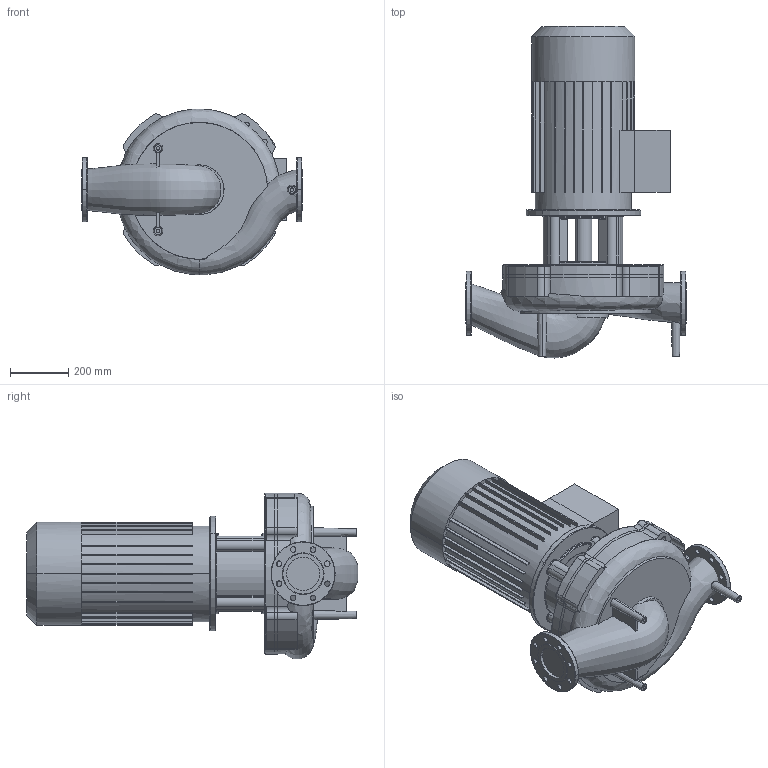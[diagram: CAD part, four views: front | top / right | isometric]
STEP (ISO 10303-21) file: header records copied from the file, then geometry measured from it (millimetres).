
FILE_DESCRIPTION((''),'2;1');
FILE_NAME('3d_IL100_380-30_4-2151498.stp','2016-05-24T12:02:29',(''),(''),'Mechanical Desktop 2009','Mechanical Desktop 2009',', , ');
FILE_SCHEMA(('CONFIG_CONTROL_DESIGN'));
Length unit declared in the file: millimetre
Products named in the file (1): Product
Bounding box: 760 x 1143.64 x 571.86 mm (x, y, z)
Volume: 126935213.7 mm3; surface area: 3564113.9 mm2
Topology: 10 solids, 10 shells, 607 faces, 1579 edges, 967 vertices
Faces by surface type: bspline 202, cylinder 187, plane 145, torus 60, cone 13
Entity records: 32963 total; most frequent: CARTESIAN_POINT 18546, ORIENTED_EDGE 3082, DIRECTION 2949, EDGE_CURVE 1541, AXIS2_PLACEMENT_3D 1178, VERTEX_POINT 966, CIRCLE 772, EDGE_LOOP 673
